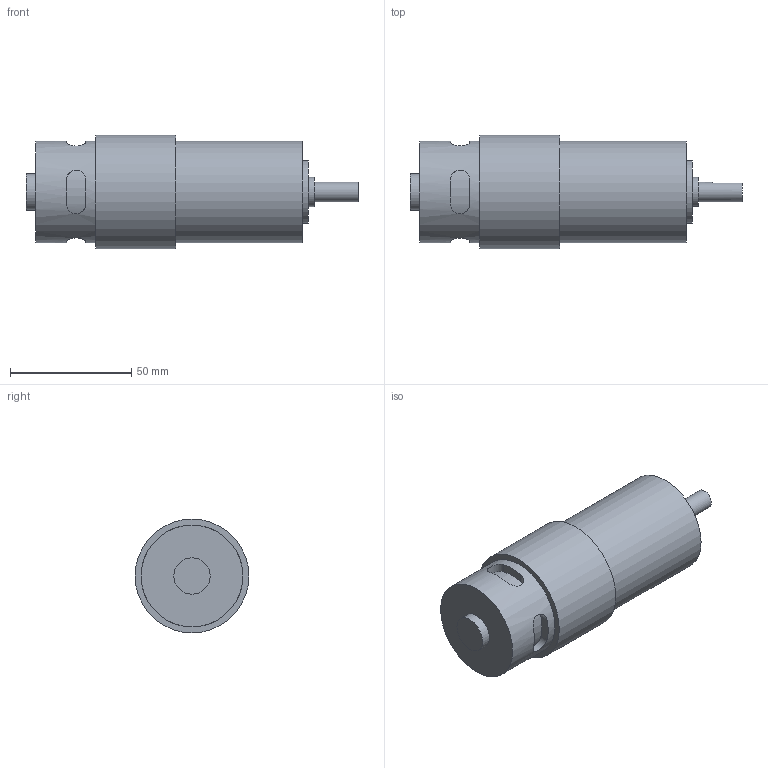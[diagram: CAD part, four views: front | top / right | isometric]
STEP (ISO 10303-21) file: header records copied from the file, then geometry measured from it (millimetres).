
FILE_DESCRIPTION(/* description */ (''),/* implementation_level */ '2;1');
FILE_NAME(/* name */ 'DC Mega torque motor v1.step',/* time_stamp */ '2023-10-13T19:19:28+05:30',/* author */ (''),/* organization */ (''),/* preprocessor_version */ 'ST-DEVELOPER v20',/* originating_system */ 'Autodesk Translation Framework v12.14.0.127',/* authorisation */ '');
FILE_SCHEMA (('AUTOMOTIVE_DESIGN { 1 0 10303 214 3 1 1 }'));
Length unit declared in the file: millimetre
Products named in the file (1): DC Mega torque motor
Bounding box: 137 x 47 x 47 mm (x, y, z)
Volume: 164749.5 mm3; surface area: 20555.8 mm2
Topology: 1 solids, 1 shells, 47 faces, 104 edges, 68 vertices
Faces by surface type: plane 20, cylinder 15, bspline 8, cone 4
Full cylindrical faces by diameter (mm): 4.2 x4, 8 x1, 12 x1, 15 x1, 26 x1, 42 x2, 47 x1
Entity records: 2429 total; most frequent: CARTESIAN_POINT 1328, DIRECTION 206, ORIENTED_EDGE 200, EDGE_CURVE 100, AXIS2_PLACEMENT_3D 82, VERTEX_POINT 68, EDGE_LOOP 60, FACE_OUTER_BOUND 47
